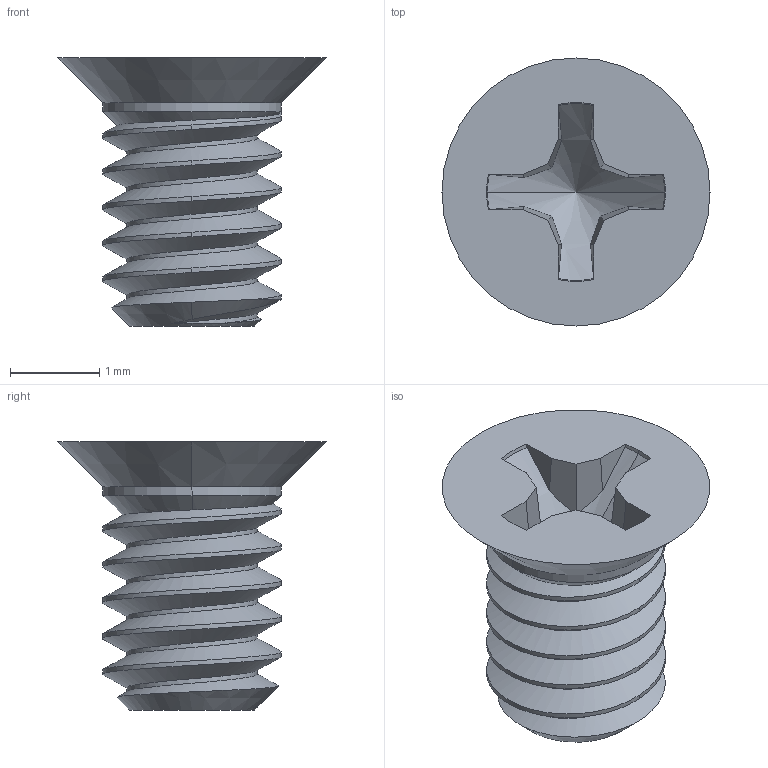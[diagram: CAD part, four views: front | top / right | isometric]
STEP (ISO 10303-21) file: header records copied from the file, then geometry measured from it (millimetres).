
FILE_DESCRIPTION (( 'STEP AP203' ), '1' );
FILE_NAME ('91305A102.STEP', '2017-10-23T14:00:54', ( '' ), ( '' ), 'SwSTEP 2.0', 'SolidWorks 2014', '' );
FILE_SCHEMA (( 'CONFIG_CONTROL_DESIGN' ));
Length unit declared in the file: millimetre
Products named in the file (1): 91305A102
Bounding box: 3 x 3 x 3 mm (x, y, z)
Volume: 7.7 mm3; surface area: 40.1 mm2
Topology: 1 solids, 1 shells, 50 faces, 138 edges, 89 vertices
Faces by surface type: plane 19, cone 15, cylinder 13, bspline 3
Entity records: 2492 total; most frequent: CARTESIAN_POINT 1296, ORIENTED_EDGE 272, DIRECTION 188, EDGE_CURVE 136, VERTEX_POINT 89, AXIS2_PLACEMENT_3D 68, VECTOR 52, LINE 52
